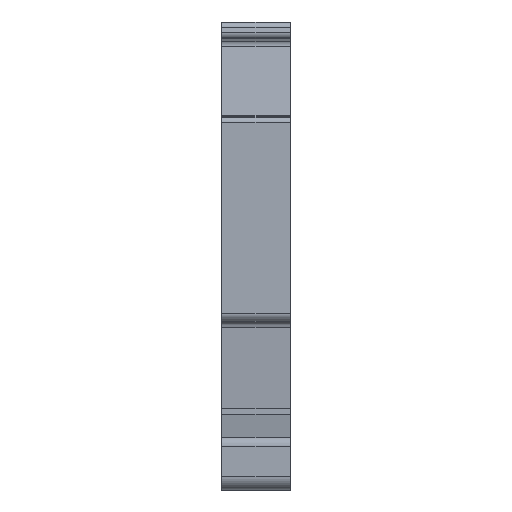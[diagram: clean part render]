
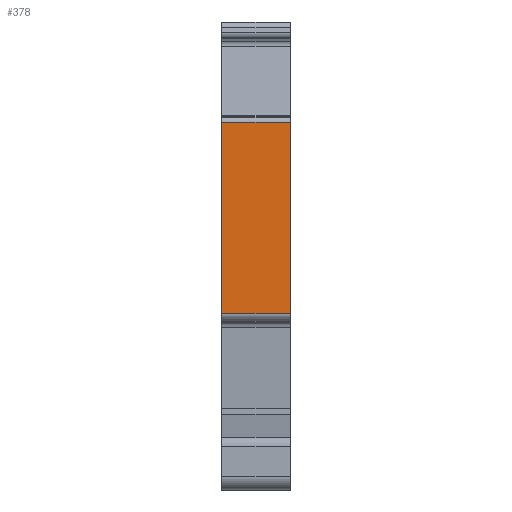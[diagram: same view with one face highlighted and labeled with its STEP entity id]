
A CAD part, front view. The second image highlights one B-rep face of the part: STEP entity #378.
In plain terms, the highlighted planar face has unit normal (0, -1, 0).
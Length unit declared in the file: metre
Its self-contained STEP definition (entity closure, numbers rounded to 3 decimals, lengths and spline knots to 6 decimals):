
#378 = ADVANCED_FACE( 'NONE', ( #862 ), #863, .T. );
#862 = FACE_OUTER_BOUND( '', #1450, .T. );
#863 = PLANE( '', #1451 );
#1450 = EDGE_LOOP( '', ( #2672, #2673, #2674, #2675 ) );
#1451 = AXIS2_PLACEMENT_3D( '', #2676, #2677, #2678 );
#2672 = ORIENTED_EDGE( '', *, *, #4155, .F. );
#2673 = ORIENTED_EDGE( '', *, *, #3965, .T. );
#2674 = ORIENTED_EDGE( '', *, *, #4139, .T. );
#2675 = ORIENTED_EDGE( '', *, *, #3940, .F. );
#2676 = CARTESIAN_POINT( '', ( -0.065843, -0.0244, -0.00285 ) );
#2677 = DIRECTION( '', ( 0., -1., 0. ) );
#2678 = DIRECTION( '', ( 0., 0., -1. ) );
#3940 = EDGE_CURVE( 'NONE', #4895, #4897, #4898, .T. );
#3965 = EDGE_CURVE( 'NONE', #4943, #4941, #4944, .T. );
#4139 = EDGE_CURVE( 'NONE', #4941, #4897, #5193, .T. );
#4155 = EDGE_CURVE( 'NONE', #4943, #4895, #5214, .T. );
#4895 = VERTEX_POINT( 'NONE', #6175 );
#4897 = VERTEX_POINT( 'NONE', #6177 );
#4898 = LINE( '', #6178, #6179 );
#4941 = VERTEX_POINT( 'NONE', #6235 );
#4943 = VERTEX_POINT( 'NONE', #6237 );
#4944 = LINE( '', #6238, #6239 );
#5193 = LINE( '', #6585, #6586 );
#5214 = LINE( '', #6614, #6615 );
#6175 = CARTESIAN_POINT( '', ( 0., -0.0244, 0.011603 ) );
#6177 = CARTESIAN_POINT( '', ( 0., -0.0244, -0.00285 ) );
#6178 = CARTESIAN_POINT( '', ( 0., -0.0244, -0.00285 ) );
#6179 = VECTOR( '', #7427, 1. );
#6235 = CARTESIAN_POINT( '', ( -0.00515, -0.0244, -0.00285 ) );
#6237 = CARTESIAN_POINT( '', ( -0.00515, -0.0244, 0.011603 ) );
#6238 = CARTESIAN_POINT( '', ( -0.00515, -0.0244, -0.00285 ) );
#6239 = VECTOR( '', #7471, 1. );
#6585 = CARTESIAN_POINT( '', ( -0.065843, -0.0244, -0.00285 ) );
#6586 = VECTOR( '', #7677, 1. );
#6614 = CARTESIAN_POINT( '', ( -0.065843, -0.0244, 0.011603 ) );
#6615 = VECTOR( '', #7691, 1. );
#7427 = DIRECTION( '', ( 0., 0., -1. ) );
#7471 = DIRECTION( '', ( 0., 0., -1. ) );
#7677 = DIRECTION( '', ( 1., 0., 0. ) );
#7691 = DIRECTION( '', ( 1., 0., 0. ) );
